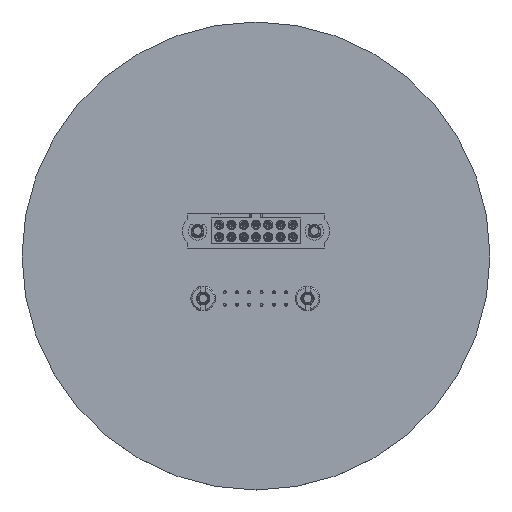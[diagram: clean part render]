
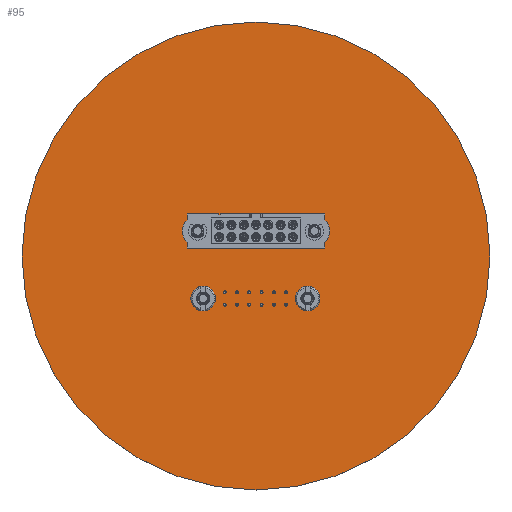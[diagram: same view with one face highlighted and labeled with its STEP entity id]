
A CAD part, top view. The second image highlights one B-rep face of the part: STEP entity #95.
In plain terms, the highlighted planar face has unit normal (0, 0, 1).
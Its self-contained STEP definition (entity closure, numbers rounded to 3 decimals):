
#60 = VERTEX_POINT('',#61);
#61 = CARTESIAN_POINT('',(138.1,100.,1.619));
#67 = EDGE_CURVE('',#60,#60,#68,.T.);
#68 = CIRCLE('',#69,38.1);
#69 = AXIS2_PLACEMENT_3D('',#70,#71,#72);
#70 = CARTESIAN_POINT('',(100.,100.,1.619));
#71 = DIRECTION('',(0.,0.,1.));
#72 = DIRECTION('',(1.,0.,0.));
#95 = ADVANCED_FACE('',(#96),#99,.F.);
#96 = FACE_BOUND('',#97,.T.);
#97 = EDGE_LOOP('',(#98));
#98 = ORIENTED_EDGE('',*,*,#67,.T.);
#99 = PLANE('',#100);
#100 = AXIS2_PLACEMENT_3D('',#101,#102,#103);
#101 = CARTESIAN_POINT('',(138.1,100.,1.619));
#102 = DIRECTION('',(0.,0.,-1.));
#103 = DIRECTION('',(-1.,0.,0.));
